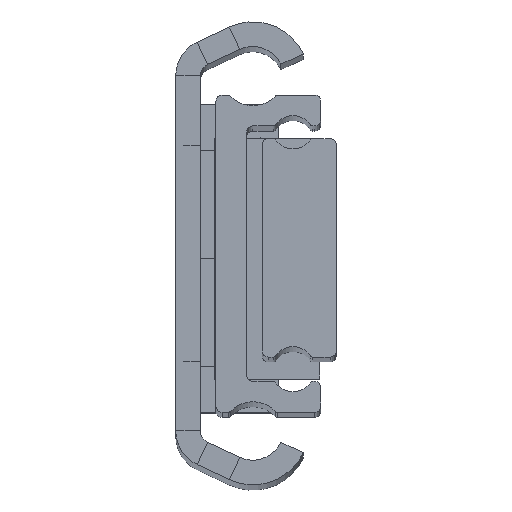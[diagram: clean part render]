
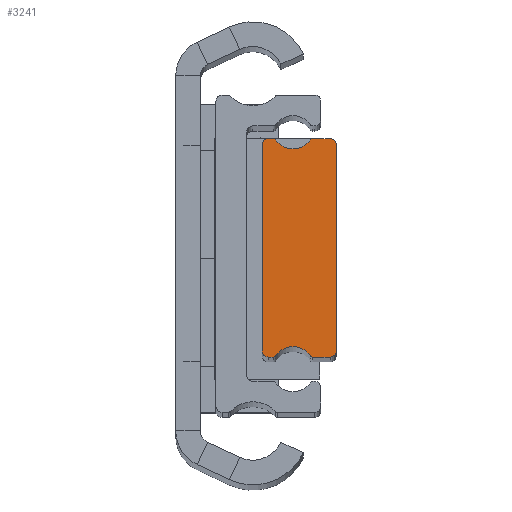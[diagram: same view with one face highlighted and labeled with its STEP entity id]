
A CAD part, top view. The second image highlights one B-rep face of the part: STEP entity #3241.
In plain terms, the highlighted planar face has unit normal (0, 0, 1).
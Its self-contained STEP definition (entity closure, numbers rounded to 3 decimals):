
#15 = ORIENTED_EDGE ( 'NONE', *, *, #4435, .T. ) ;
#130 = PLANE ( 'NONE',  #2336 ) ;
#152 = ORIENTED_EDGE ( 'NONE', *, *, #2375, .T. ) ;
#177 = DIRECTION ( 'NONE',  ( 0., 0., 1. ) ) ;
#220 = CIRCLE ( 'NONE', #4178, 0.5 ) ;
#221 = AXIS2_PLACEMENT_3D ( 'NONE', #4300, #2515, #2184 ) ;
#228 = VERTEX_POINT ( 'NONE', #3863 ) ;
#256 = ORIENTED_EDGE ( 'NONE', *, *, #4055, .T. ) ;
#259 = CARTESIAN_POINT ( 'NONE',  ( -3.797, 17.188, 0. ) ) ;
#266 = CARTESIAN_POINT ( 'NONE',  ( -3.797, 17.688, 0. ) ) ;
#301 = ORIENTED_EDGE ( 'NONE', *, *, #323, .T. ) ;
#323 = EDGE_CURVE ( 'NONE', #2113, #2461, #4392, .T. ) ;
#357 = VECTOR ( 'NONE', #2602, 1000. ) ;
#440 = CARTESIAN_POINT ( 'NONE',  ( 0., -16.688, 0. ) ) ;
#457 = VERTEX_POINT ( 'NONE', #787 ) ;
#501 = VECTOR ( 'NONE', #3447, 1000. ) ;
#519 = CARTESIAN_POINT ( 'NONE',  ( -1., 17.688, 0. ) ) ;
#560 = DIRECTION ( 'NONE',  ( 1., 0., 0. ) ) ;
#566 = LINE ( 'NONE', #519, #501 ) ;
#654 = EDGE_CURVE ( 'NONE', #1086, #2113, #566, .T. ) ;
#696 = VERTEX_POINT ( 'NONE', #4588 ) ;
#729 = VERTEX_POINT ( 'NONE', #2848 ) ;
#760 = EDGE_LOOP ( 'NONE', ( #2761, #1965, #4188, #256, #152, #3602, #15, #3464, #4250, #2494, #3925, #1792, #301, #3547, #1715, #3420 ) ) ;
#763 = VECTOR ( 'NONE', #1573, 1000. ) ;
#778 = CARTESIAN_POINT ( 'NONE',  ( -11., 16.687, 0. ) ) ;
#781 = CARTESIAN_POINT ( 'NONE',  ( -4.208, -17.473, 0. ) ) ;
#787 = CARTESIAN_POINT ( 'NONE',  ( -11., -17.687, 0. ) ) ;
#862 = EDGE_CURVE ( 'NONE', #729, #927, #3770, .T. ) ;
#883 = AXIS2_PLACEMENT_3D ( 'NONE', #4211, #177, #2379 ) ;
#898 = CARTESIAN_POINT ( 'NONE',  ( -11., -17.687, 0. ) ) ;
#927 = VERTEX_POINT ( 'NONE', #781 ) ;
#959 = DIRECTION ( 'NONE',  ( 0., 0., 1. ) ) ;
#1049 = EDGE_CURVE ( 'NONE', #4624, #457, #3003, .T. ) ;
#1056 = VECTOR ( 'NONE', #3882, 1000. ) ;
#1069 = CARTESIAN_POINT ( 'NONE',  ( -12., 16.688, 0. ) ) ;
#1086 = VERTEX_POINT ( 'NONE', #2052 ) ;
#1136 = CARTESIAN_POINT ( 'NONE',  ( 0., 16.688, 0. ) ) ;
#1169 = LINE ( 'NONE', #2534, #357 ) ;
#1270 = DIRECTION ( 'NONE',  ( 1., 0., 0. ) ) ;
#1350 = CARTESIAN_POINT ( 'NONE',  ( -7., 19.412, 0. ) ) ;
#1442 = AXIS2_PLACEMENT_3D ( 'NONE', #2354, #3826, #560 ) ;
#1443 = DIRECTION ( 'NONE',  ( 1., 0., 0. ) ) ;
#1570 = EDGE_CURVE ( 'NONE', #228, #4372, #1169, .T. ) ;
#1573 = DIRECTION ( 'NONE',  ( 0., 1., 0. ) ) ;
#1715 = ORIENTED_EDGE ( 'NONE', *, *, #2660, .T. ) ;
#1728 = CARTESIAN_POINT ( 'NONE',  ( -1., -16.688, 0. ) ) ;
#1730 = DIRECTION ( 'NONE',  ( 0., 0., 1. ) ) ;
#1752 = DIRECTION ( 'NONE',  ( 0., -1., 0. ) ) ;
#1792 = ORIENTED_EDGE ( 'NONE', *, *, #654, .T. ) ;
#1818 = CARTESIAN_POINT ( 'NONE',  ( -4.208, 17.473, 0. ) ) ;
#1941 = VERTEX_POINT ( 'NONE', #3641 ) ;
#1965 = ORIENTED_EDGE ( 'NONE', *, *, #2407, .T. ) ;
#2003 = EDGE_CURVE ( 'NONE', #4372, #2479, #4399, .T. ) ;
#2052 = CARTESIAN_POINT ( 'NONE',  ( -1., 17.688, 0. ) ) ;
#2113 = VERTEX_POINT ( 'NONE', #266 ) ;
#2147 = EDGE_CURVE ( 'NONE', #1941, #696, #3585, .T. ) ;
#2164 = CARTESIAN_POINT ( 'NONE',  ( -10.203, -17.688, 0. ) ) ;
#2184 = DIRECTION ( 'NONE',  ( 1., 0., 0. ) ) ;
#2284 = CIRCLE ( 'NONE', #221, 1. ) ;
#2297 = VERTEX_POINT ( 'NONE', #2711 ) ;
#2336 = AXIS2_PLACEMENT_3D ( 'NONE', #778, #3126, #1270 ) ;
#2353 = VERTEX_POINT ( 'NONE', #4218 ) ;
#2354 = CARTESIAN_POINT ( 'NONE',  ( -3.797, -17.188, 0. ) ) ;
#2375 = EDGE_CURVE ( 'NONE', #3018, #729, #3949, .T. ) ;
#2379 = DIRECTION ( 'NONE',  ( 1., 0., 0. ) ) ;
#2407 = EDGE_CURVE ( 'NONE', #2479, #4624, #4638, .T. ) ;
#2434 = CIRCLE ( 'NONE', #1442, 0.5 ) ;
#2435 = EDGE_CURVE ( 'NONE', #696, #2353, #3031, .T. ) ;
#2456 = DIRECTION ( 'NONE',  ( 1., 0., 0. ) ) ;
#2461 = VERTEX_POINT ( 'NONE', #1818 ) ;
#2479 = VERTEX_POINT ( 'NONE', #3548 ) ;
#2494 = ORIENTED_EDGE ( 'NONE', *, *, #4306, .T. ) ;
#2515 = DIRECTION ( 'NONE',  ( 0., 0., 1. ) ) ;
#2534 = CARTESIAN_POINT ( 'NONE',  ( -10.203, 17.688, 0. ) ) ;
#2564 = LINE ( 'NONE', #440, #763 ) ;
#2569 = CARTESIAN_POINT ( 'NONE',  ( -10.203, 17.188, 0. ) ) ;
#2590 = DIRECTION ( 'NONE',  ( 0., 0., -1. ) ) ;
#2602 = DIRECTION ( 'NONE',  ( -1., 0., 0. ) ) ;
#2651 = FACE_OUTER_BOUND ( 'NONE', #760, .T. ) ;
#2660 = EDGE_CURVE ( 'NONE', #2297, #228, #220, .T. ) ;
#2711 = CARTESIAN_POINT ( 'NONE',  ( -9.792, 17.473, 0. ) ) ;
#2738 = DIRECTION ( 'NONE',  ( 0., 0., 1. ) ) ;
#2761 = ORIENTED_EDGE ( 'NONE', *, *, #2003, .T. ) ;
#2848 = CARTESIAN_POINT ( 'NONE',  ( -9.792, -17.473, 0. ) ) ;
#2918 = CARTESIAN_POINT ( 'NONE',  ( -7., -19.412, 0. ) ) ;
#2922 = DIRECTION ( 'NONE',  ( 1., 0., 0. ) ) ;
#2967 = DIRECTION ( 'NONE',  ( 0., 0., 1. ) ) ;
#3002 = AXIS2_PLACEMENT_3D ( 'NONE', #259, #1730, #3160 ) ;
#3003 = CIRCLE ( 'NONE', #883, 1. ) ;
#3018 = VERTEX_POINT ( 'NONE', #2164 ) ;
#3031 = CIRCLE ( 'NONE', #3795, 1. ) ;
#3126 = DIRECTION ( 'NONE',  ( 0., 0., 1. ) ) ;
#3160 = DIRECTION ( 'NONE',  ( 1., 0., 0. ) ) ;
#3188 = AXIS2_PLACEMENT_3D ( 'NONE', #1350, #3563, #3606 ) ;
#3241 = ADVANCED_FACE ( 'NONE', ( #2651 ), #130, .T. ) ;
#3343 = CIRCLE ( 'NONE', #3188, 3.4 ) ;
#3420 = ORIENTED_EDGE ( 'NONE', *, *, #1570, .T. ) ;
#3447 = DIRECTION ( 'NONE',  ( -1., 0., 0. ) ) ;
#3450 = CARTESIAN_POINT ( 'NONE',  ( -10.203, -17.188, 0. ) ) ;
#3464 = ORIENTED_EDGE ( 'NONE', *, *, #2147, .T. ) ;
#3493 = CARTESIAN_POINT ( 'NONE',  ( -11., 17.688, 0. ) ) ;
#3505 = DIRECTION ( 'NONE',  ( 1., 0., 0. ) ) ;
#3547 = ORIENTED_EDGE ( 'NONE', *, *, #4547, .T. ) ;
#3548 = CARTESIAN_POINT ( 'NONE',  ( -12., 16.688, 0. ) ) ;
#3563 = DIRECTION ( 'NONE',  ( 0., 0., -1. ) ) ;
#3569 = AXIS2_PLACEMENT_3D ( 'NONE', #3450, #2738, #3505 ) ;
#3585 = LINE ( 'NONE', #4692, #4018 ) ;
#3602 = ORIENTED_EDGE ( 'NONE', *, *, #862, .T. ) ;
#3606 = DIRECTION ( 'NONE',  ( 1., 0., 0. ) ) ;
#3641 = CARTESIAN_POINT ( 'NONE',  ( -3.797, -17.688, 0. ) ) ;
#3770 = CIRCLE ( 'NONE', #4155, 3.4 ) ;
#3795 = AXIS2_PLACEMENT_3D ( 'NONE', #1728, #4338, #2456 ) ;
#3801 = DIRECTION ( 'NONE',  ( 1., 0., 0. ) ) ;
#3826 = DIRECTION ( 'NONE',  ( 0., 0., 1. ) ) ;
#3863 = CARTESIAN_POINT ( 'NONE',  ( -10.203, 17.688, 0. ) ) ;
#3882 = DIRECTION ( 'NONE',  ( 1., 0., 0. ) ) ;
#3925 = ORIENTED_EDGE ( 'NONE', *, *, #4511, .T. ) ;
#3942 = CARTESIAN_POINT ( 'NONE',  ( -12., -16.687, 0. ) ) ;
#3949 = CIRCLE ( 'NONE', #3569, 0.5 ) ;
#4018 = VECTOR ( 'NONE', #1443, 1000. ) ;
#4055 = EDGE_CURVE ( 'NONE', #457, #3018, #4164, .T. ) ;
#4155 = AXIS2_PLACEMENT_3D ( 'NONE', #2918, #2590, #4400 ) ;
#4164 = LINE ( 'NONE', #898, #1056 ) ;
#4178 = AXIS2_PLACEMENT_3D ( 'NONE', #2569, #2967, #2922 ) ;
#4188 = ORIENTED_EDGE ( 'NONE', *, *, #1049, .T. ) ;
#4211 = CARTESIAN_POINT ( 'NONE',  ( -11., -16.687, 0. ) ) ;
#4218 = CARTESIAN_POINT ( 'NONE',  ( 0., -16.688, 0. ) ) ;
#4249 = VERTEX_POINT ( 'NONE', #1136 ) ;
#4250 = ORIENTED_EDGE ( 'NONE', *, *, #2435, .T. ) ;
#4300 = CARTESIAN_POINT ( 'NONE',  ( -1., 16.688, 0. ) ) ;
#4306 = EDGE_CURVE ( 'NONE', #2353, #4249, #2564, .T. ) ;
#4338 = DIRECTION ( 'NONE',  ( 0., 0., 1. ) ) ;
#4372 = VERTEX_POINT ( 'NONE', #3493 ) ;
#4392 = CIRCLE ( 'NONE', #3002, 0.5 ) ;
#4399 = CIRCLE ( 'NONE', #4472, 1. ) ;
#4400 = DIRECTION ( 'NONE',  ( 1., 0., 0. ) ) ;
#4435 = EDGE_CURVE ( 'NONE', #927, #1941, #2434, .T. ) ;
#4472 = AXIS2_PLACEMENT_3D ( 'NONE', #4601, #959, #3801 ) ;
#4511 = EDGE_CURVE ( 'NONE', #4249, #1086, #2284, .T. ) ;
#4547 = EDGE_CURVE ( 'NONE', #2461, #2297, #3343, .T. ) ;
#4551 = VECTOR ( 'NONE', #1752, 1000. ) ;
#4588 = CARTESIAN_POINT ( 'NONE',  ( -1., -17.688, 0. ) ) ;
#4601 = CARTESIAN_POINT ( 'NONE',  ( -11., 16.687, 0. ) ) ;
#4624 = VERTEX_POINT ( 'NONE', #3942 ) ;
#4638 = LINE ( 'NONE', #1069, #4551 ) ;
#4692 = CARTESIAN_POINT ( 'NONE',  ( -3.797, -17.688, 0. ) ) ;
